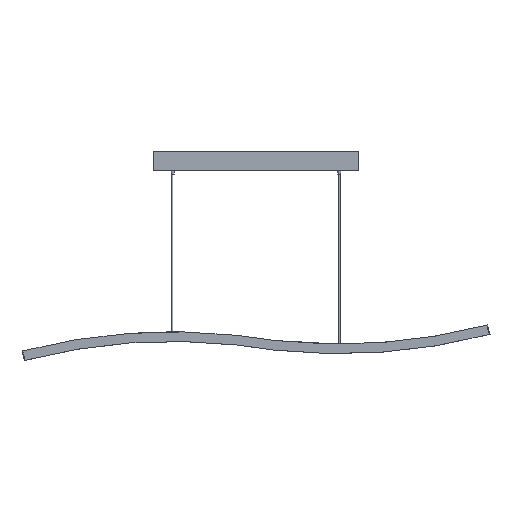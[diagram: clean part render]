
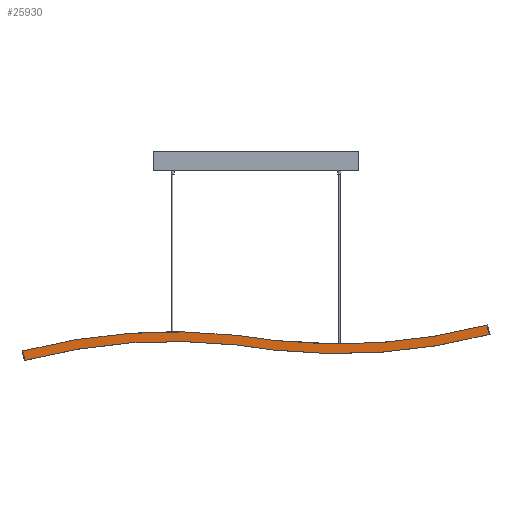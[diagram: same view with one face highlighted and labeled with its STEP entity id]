
A CAD part, top view. The second image highlights one B-rep face of the part: STEP entity #25930.
In plain terms, the highlighted face is planar.
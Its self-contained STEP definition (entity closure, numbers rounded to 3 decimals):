
#1419=LINE('',#39179,#3196);
#2031=LINE('',#55248,#3808);
#2106=LINE('',#56148,#3883);
#2110=LINE('',#56155,#3887);
#3196=VECTOR('',#31051,10.);
#3808=VECTOR('',#34919,10.);
#3883=VECTOR('',#35294,10.);
#3887=VECTOR('',#35300,10.);
#6260=FACE_OUTER_BOUND('',#7777,.T.);
#7777=EDGE_LOOP('',(#21776,#21777,#21778,#21779,#21780,#21781,#21782,#21783));
#9713=CIRCLE('',#29080,1601.929);
#9715=CIRCLE('',#29083,1575.929);
#9741=CIRCLE('',#29217,1575.929);
#9742=CIRCLE('',#29219,1601.929);
#10346=VERTEX_POINT('',#39176);
#10347=VERTEX_POINT('',#39178);
#11734=VERTEX_POINT('',#55245);
#11735=VERTEX_POINT('',#55247);
#11749=VERTEX_POINT('',#55938);
#11751=VERTEX_POINT('',#55944);
#11762=VERTEX_POINT('',#56147);
#11764=VERTEX_POINT('',#56153);
#13000=EDGE_CURVE('',#10347,#10346,#1419,.T.);
#15090=EDGE_CURVE('',#11735,#11734,#2031,.T.);
#15136=EDGE_CURVE('',#11749,#10347,#9713,.T.);
#15140=EDGE_CURVE('',#11751,#10346,#9715,.T.);
#15214=EDGE_CURVE('',#11762,#11749,#2106,.T.);
#15218=EDGE_CURVE('',#11764,#11751,#2110,.T.);
#15230=EDGE_CURVE('',#11734,#11762,#9741,.T.);
#15231=EDGE_CURVE('',#11735,#11764,#9742,.T.);
#21776=ORIENTED_EDGE('',*,*,#15231,.F.);
#21777=ORIENTED_EDGE('',*,*,#15090,.T.);
#21778=ORIENTED_EDGE('',*,*,#15230,.T.);
#21779=ORIENTED_EDGE('',*,*,#15214,.T.);
#21780=ORIENTED_EDGE('',*,*,#15136,.T.);
#21781=ORIENTED_EDGE('',*,*,#13000,.T.);
#21782=ORIENTED_EDGE('',*,*,#15140,.F.);
#21783=ORIENTED_EDGE('',*,*,#15218,.F.);
#24574=PLANE('',#29218);
#25930=ADVANCED_FACE('',(#6260),#24574,.T.);
#29080=AXIS2_PLACEMENT_3D('',#55939,#35035,#35036);
#29083=AXIS2_PLACEMENT_3D('',#55946,#35043,#35044);
#29217=AXIS2_PLACEMENT_3D('',#56193,#35375,#35376);
#29218=AXIS2_PLACEMENT_3D('',#56194,#35377,#35378);
#29219=AXIS2_PLACEMENT_3D('',#56195,#35379,#35380);
#31051=DIRECTION('',(0.23,0.,0.973));
#34919=DIRECTION('',(-0.231,0.,-0.973));
#35035=DIRECTION('center_axis',(0.,1.,0.));
#35036=DIRECTION('ref_axis',(-0.23,0.,-0.973));
#35043=DIRECTION('center_axis',(0.,1.,0.));
#35044=DIRECTION('ref_axis',(-0.23,0.,-0.973));
#35294=DIRECTION('',(-0.988,0.,-0.157));
#35300=DIRECTION('',(-0.988,0.,-0.157));
#35375=DIRECTION('center_axis',(0.,-1.,0.));
#35376=DIRECTION('ref_axis',(-0.131,0.,0.991));
#35377=DIRECTION('center_axis',(0.,1.,0.));
#35378=DIRECTION('ref_axis',(0.,0.,1.));
#35379=DIRECTION('center_axis',(0.,-1.,0.));
#35380=DIRECTION('ref_axis',(-0.131,0.,0.991));
#39176=CARTESIAN_POINT('',(-884.016,60.,24.302));
#39178=CARTESIAN_POINT('',(-890.,60.,-1.));
#39179=CARTESIAN_POINT('',(-890.,60.,-1.));
#55245=CARTESIAN_POINT('',(363.461,60.,-42.486));
#55247=CARTESIAN_POINT('',(369.458,60.,-17.187));
#55248=CARTESIAN_POINT('',(369.458,60.,-17.187));
#55938=CARTESIAN_POINT('',(-310.,60.,-30.));
#55939=CARTESIAN_POINT('Origin',(-521.329,60.,1557.929));
#55944=CARTESIAN_POINT('',(-313.752,60.,-4.27));
#55946=CARTESIAN_POINT('Origin',(-521.329,60.,1557.929));
#56147=CARTESIAN_POINT('',(-206.593,60.,-13.6));
#56148=CARTESIAN_POINT('',(-206.593,60.,-13.6));
#56153=CARTESIAN_POINT('',(-210.334,60.,12.131));
#56155=CARTESIAN_POINT('',(-210.334,60.,12.131));
#56193=CARTESIAN_POINT('Origin',(0.,60.,-1575.929));
#56194=CARTESIAN_POINT('Origin',(-890.,60.,-9.));
#56195=CARTESIAN_POINT('Origin',(0.,60.,-1575.929));
